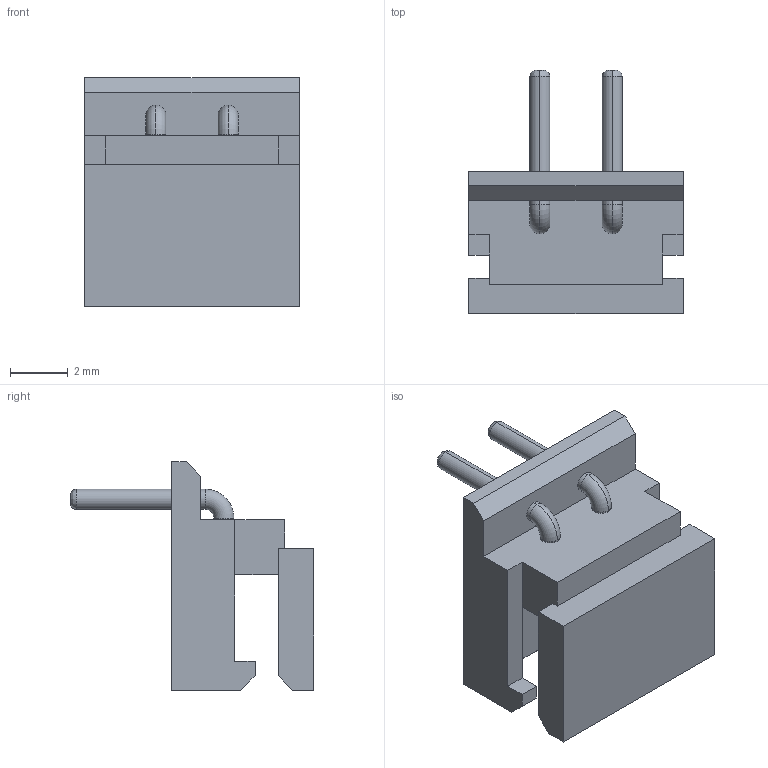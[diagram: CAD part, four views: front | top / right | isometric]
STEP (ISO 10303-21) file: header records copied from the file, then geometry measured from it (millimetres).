
FILE_DESCRIPTION(('STEP AP242'),'1');
FILE_NAME('0022057025.stp','2025-01-25T14:25:51',('TraceParts'),('TraceParts S.A.'),'Spatial InterOp 3D',' ',' ');
FILE_SCHEMA(('AP242_MANAGED_MODEL_BASED_3D_ENGINEERING_MIM_LF {1 0 10303 442 1 1 4}'));
Length unit declared in the file: millimetre
Products named in the file (1): 0022057025
Bounding box: 7.4 x 8.4 x 7.9 mm (x, y, z)
Volume: 130.4 mm3; surface area: 337.5 mm2
Topology: 1 solids, 1 shells, 74 faces, 194 edges, 126 vertices
Faces by surface type: plane 50, cylinder 16, bspline 4, torus 4
Entity records: 2391 total; most frequent: CARTESIAN_POINT 515, ORIENTED_EDGE 388, DIRECTION 380, EDGE_CURVE 194, LINE 142, VECTOR 142, VERTEX_POINT 126, AXIS2_PLACEMENT_3D 119
